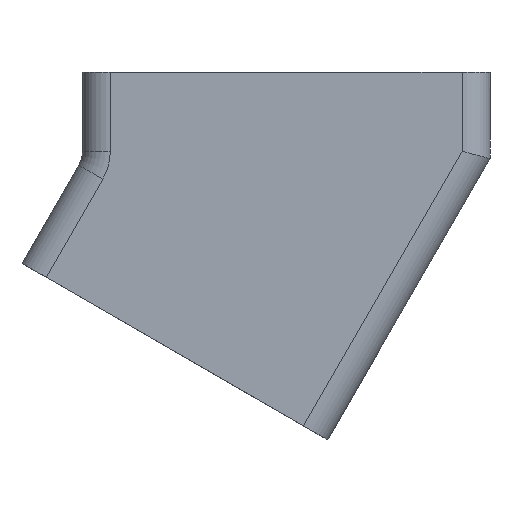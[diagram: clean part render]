
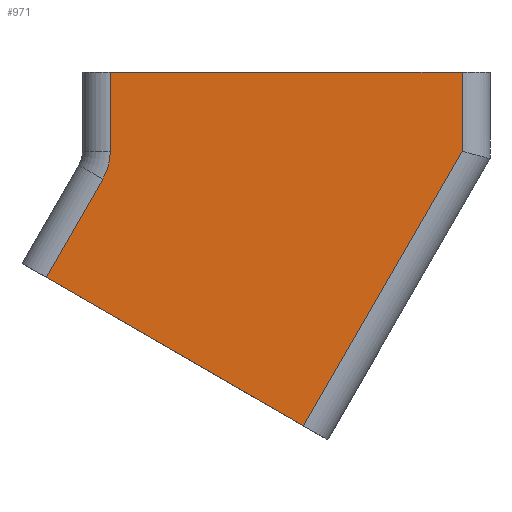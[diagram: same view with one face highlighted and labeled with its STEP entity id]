
A CAD part, left-side view. The second image highlights one B-rep face of the part: STEP entity #971.
In plain terms, the highlighted planar face has unit normal (-1, 0, 0).
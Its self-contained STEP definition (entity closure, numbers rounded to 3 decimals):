
#53=CIRCLE('',#1067,4.);
#111=FACE_OUTER_BOUND('',#164,.T.);
#164=EDGE_LOOP('',(#727,#728,#729,#730,#731,#732,#733));
#213=LINE('',#1493,#307);
#227=LINE('',#1560,#321);
#228=LINE('',#1563,#322);
#229=LINE('',#1566,#323);
#230=LINE('',#1568,#324);
#231=LINE('',#1571,#325);
#307=VECTOR('',#1180,10.);
#321=VECTOR('',#1238,10.);
#322=VECTOR('',#1243,10.);
#323=VECTOR('',#1246,10.);
#324=VECTOR('',#1247,10.);
#325=VECTOR('',#1250,10.);
#416=VERTEX_POINT('',#1490);
#417=VERTEX_POINT('',#1492);
#434=VERTEX_POINT('',#1557);
#435=VERTEX_POINT('',#1559);
#436=VERTEX_POINT('',#1565);
#437=VERTEX_POINT('',#1567);
#438=VERTEX_POINT('',#1569);
#516=EDGE_CURVE('',#416,#417,#213,.T.);
#544=EDGE_CURVE('',#434,#435,#227,.T.);
#546=EDGE_CURVE('',#435,#416,#228,.T.);
#547=EDGE_CURVE('',#434,#436,#229,.T.);
#548=EDGE_CURVE('',#437,#436,#230,.T.);
#549=EDGE_CURVE('',#438,#437,#53,.T.);
#550=EDGE_CURVE('',#417,#438,#231,.T.);
#727=ORIENTED_EDGE('',*,*,#546,.F.);
#728=ORIENTED_EDGE('',*,*,#544,.F.);
#729=ORIENTED_EDGE('',*,*,#547,.T.);
#730=ORIENTED_EDGE('',*,*,#548,.F.);
#731=ORIENTED_EDGE('',*,*,#549,.F.);
#732=ORIENTED_EDGE('',*,*,#550,.F.);
#733=ORIENTED_EDGE('',*,*,#516,.F.);
#933=PLANE('',#1066);
#971=ADVANCED_FACE('',(#111),#933,.T.);
#1066=AXIS2_PLACEMENT_3D('',#1564,#1244,#1245);
#1067=AXIS2_PLACEMENT_3D('',#1570,#1248,#1249);
#1180=DIRECTION('',(0.,0.866,0.5));
#1238=DIRECTION('',(0.,0.,-1.));
#1243=DIRECTION('',(0.,0.5,-0.866));
#1244=DIRECTION('center_axis',(-1.,0.,0.));
#1245=DIRECTION('ref_axis',(0.,1.,0.));
#1246=DIRECTION('',(0.,1.,0.));
#1247=DIRECTION('',(0.,0.,1.));
#1248=DIRECTION('center_axis',(-1.,0.,0.));
#1249=DIRECTION('ref_axis',(0.,-0.966,-0.259));
#1250=DIRECTION('',(0.,-0.5,0.866));
#1490=CARTESIAN_POINT('',(-22.75,-1.238,-25.344));
#1492=CARTESIAN_POINT('',(-22.75,17.198,-14.7));
#1493=CARTESIAN_POINT('',(-22.75,-2.97,-26.344));
#1557=CARTESIAN_POINT('',(-22.75,-12.6,0.));
#1559=CARTESIAN_POINT('',(-22.75,-12.6,-5.664));
#1560=CARTESIAN_POINT('',(-22.75,-12.6,0.));
#1563=CARTESIAN_POINT('',(-22.75,-8.395,-12.947));
#1564=CARTESIAN_POINT('Origin',(-22.75,-14.6,0.));
#1565=CARTESIAN_POINT('',(-22.75,12.6,0.));
#1566=CARTESIAN_POINT('',(-22.75,-14.6,0.));
#1567=CARTESIAN_POINT('',(-22.75,12.6,-5.664));
#1568=CARTESIAN_POINT('',(-22.75,12.6,0.));
#1569=CARTESIAN_POINT('',(-22.75,13.136,-7.664));
#1570=CARTESIAN_POINT('Origin',(-22.75,16.6,-5.664));
#1571=CARTESIAN_POINT('',(-22.75,10.041,-2.303));
